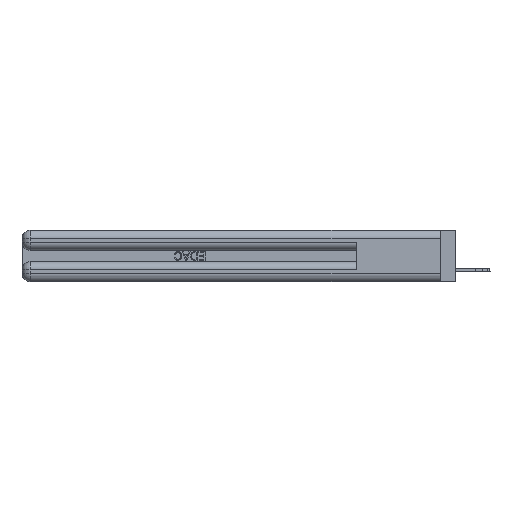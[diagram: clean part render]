
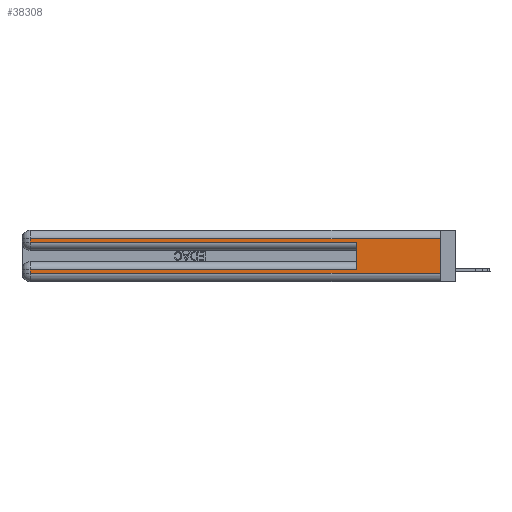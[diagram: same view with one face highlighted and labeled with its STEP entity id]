
A CAD part, left-side view. The second image highlights one B-rep face of the part: STEP entity #38308.
In plain terms, the highlighted planar face has unit normal (-1, 0, 0).
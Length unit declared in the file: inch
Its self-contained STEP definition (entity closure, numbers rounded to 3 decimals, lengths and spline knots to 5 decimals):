
#91 = CARTESIAN_POINT ( 'NONE',  ( 0., 2.94, 0.37 ) ) ;
#1871 = ORIENTED_EDGE ( 'NONE', *, *, #3159, .T. ) ;
#3159 = EDGE_CURVE ( 'NONE', #24062, #28441, #9509, .T. ) ;
#3398 = CARTESIAN_POINT ( 'NONE',  ( 0., 0.6, 0.285 ) ) ;
#3522 = CARTESIAN_POINT ( 'NONE',  ( 0., 0., 0.06 ) ) ;
#3788 = CARTESIAN_POINT ( 'NONE',  ( 0., 2.94, 0.085 ) ) ;
#3871 = LINE ( 'NONE', #24460, #32824 ) ;
#4029 = VECTOR ( 'NONE', #8613, 39.37008 ) ;
#5225 = ORIENTED_EDGE ( 'NONE', *, *, #16098, .T. ) ;
#5687 = DIRECTION ( 'NONE',  ( 0., 1., 0. ) ) ;
#7674 = DIRECTION ( 'NONE',  ( 0., 0., -1. ) ) ;
#7934 = LINE ( 'NONE', #15178, #4029 ) ;
#7942 = VERTEX_POINT ( 'NONE', #38923 ) ;
#8333 = ORIENTED_EDGE ( 'NONE', *, *, #8763, .T. ) ;
#8347 = VERTEX_POINT ( 'NONE', #8567 ) ;
#8567 = CARTESIAN_POINT ( 'NONE',  ( 0., 2.94, 0.31 ) ) ;
#8613 = DIRECTION ( 'NONE',  ( 0., -1., 0. ) ) ;
#8763 = EDGE_CURVE ( 'NONE', #8347, #7942, #21529, .T. ) ;
#8957 = LINE ( 'NONE', #31230, #16333 ) ;
#9466 = ORIENTED_EDGE ( 'NONE', *, *, #25028, .T. ) ;
#9509 = LINE ( 'NONE', #3522, #29193 ) ;
#9985 = LINE ( 'NONE', #16478, #38487 ) ;
#10043 = EDGE_LOOP ( 'NONE', ( #22435, #20039, #8333, #5225, #10979, #9466, #14094, #1871 ) ) ;
#10144 = VECTOR ( 'NONE', #15925, 39.37008 ) ;
#10383 = CARTESIAN_POINT ( 'NONE',  ( 0., 0., 0.37 ) ) ;
#10917 = EDGE_CURVE ( 'NONE', #35996, #30433, #9985, .T. ) ;
#10979 = ORIENTED_EDGE ( 'NONE', *, *, #10917, .F. ) ;
#13522 = VECTOR ( 'NONE', #7674, 39.37008 ) ;
#13838 = VERTEX_POINT ( 'NONE', #17228 ) ;
#14094 = ORIENTED_EDGE ( 'NONE', *, *, #32766, .T. ) ;
#15178 = CARTESIAN_POINT ( 'NONE',  ( 0., 0., 0.285 ) ) ;
#15921 = CARTESIAN_POINT ( 'NONE',  ( 0., 0.6, 0.085 ) ) ;
#15925 = DIRECTION ( 'NONE',  ( 0., 0., -1. ) ) ;
#16098 = EDGE_CURVE ( 'NONE', #7942, #30433, #7934, .T. ) ;
#16123 = DIRECTION ( 'NONE',  ( 0., -1., 0. ) ) ;
#16333 = VECTOR ( 'NONE', #19150, 39.37008 ) ;
#16478 = CARTESIAN_POINT ( 'NONE',  ( 0., 0.6, 0.145 ) ) ;
#16744 = DIRECTION ( 'NONE',  ( 0., 0., 1. ) ) ;
#17228 = CARTESIAN_POINT ( 'NONE',  ( 0., 0., 0.31 ) ) ;
#19150 = DIRECTION ( 'NONE',  ( 0., 1., 0. ) ) ;
#20039 = ORIENTED_EDGE ( 'NONE', *, *, #23082, .T. ) ;
#20625 = AXIS2_PLACEMENT_3D ( 'NONE', #25791, #22675, #38296 ) ;
#21529 = LINE ( 'NONE', #34710, #10144 ) ;
#22435 = ORIENTED_EDGE ( 'NONE', *, *, #26860, .F. ) ;
#22675 = DIRECTION ( 'NONE',  ( 1., 0., 0. ) ) ;
#23082 = EDGE_CURVE ( 'NONE', #13838, #8347, #8957, .T. ) ;
#24062 = VERTEX_POINT ( 'NONE', #39318 ) ;
#24460 = CARTESIAN_POINT ( 'NONE',  ( 0., 0., 0.085 ) ) ;
#24739 = DIRECTION ( 'NONE',  ( 0., 0., -1. ) ) ;
#25028 = EDGE_CURVE ( 'NONE', #35996, #26677, #3871, .T. ) ;
#25791 = CARTESIAN_POINT ( 'NONE',  ( 0., 0., 0.37 ) ) ;
#26677 = VERTEX_POINT ( 'NONE', #3788 ) ;
#26860 = EDGE_CURVE ( 'NONE', #13838, #28441, #37580, .T. ) ;
#28441 = VERTEX_POINT ( 'NONE', #31766 ) ;
#29193 = VECTOR ( 'NONE', #16123, 39.37008 ) ;
#30433 = VERTEX_POINT ( 'NONE', #3398 ) ;
#31230 = CARTESIAN_POINT ( 'NONE',  ( 0., 0., 0.31 ) ) ;
#31766 = CARTESIAN_POINT ( 'NONE',  ( 0., 0., 0.06 ) ) ;
#32052 = VECTOR ( 'NONE', #24739, 39.37008 ) ;
#32766 = EDGE_CURVE ( 'NONE', #26677, #24062, #37029, .T. ) ;
#32824 = VECTOR ( 'NONE', #5687, 39.37008 ) ;
#34710 = CARTESIAN_POINT ( 'NONE',  ( 0., 2.94, 0.37 ) ) ;
#35996 = VERTEX_POINT ( 'NONE', #15921 ) ;
#37029 = LINE ( 'NONE', #91, #32052 ) ;
#37580 = LINE ( 'NONE', #10383, #13522 ) ;
#38030 = PLANE ( 'NONE',  #20625 ) ;
#38296 = DIRECTION ( 'NONE',  ( 0., 0., -1. ) ) ;
#38308 = ADVANCED_FACE ( 'NONE', ( #40125 ), #38030, .F. ) ;
#38487 = VECTOR ( 'NONE', #16744, 39.37008 ) ;
#38923 = CARTESIAN_POINT ( 'NONE',  ( 0., 2.94, 0.285 ) ) ;
#39318 = CARTESIAN_POINT ( 'NONE',  ( 0., 2.94, 0.06 ) ) ;
#40125 = FACE_OUTER_BOUND ( 'NONE', #10043, .T. ) ;
